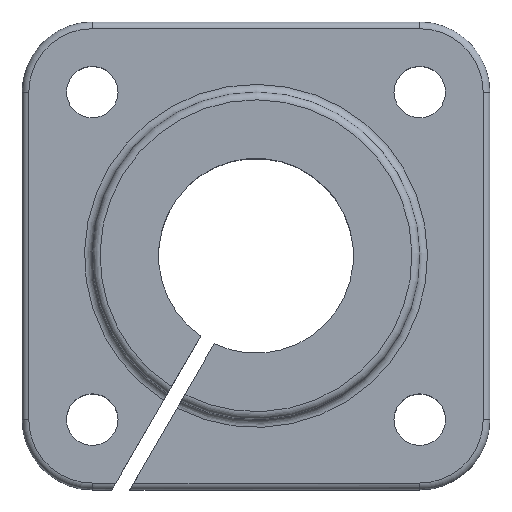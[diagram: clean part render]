
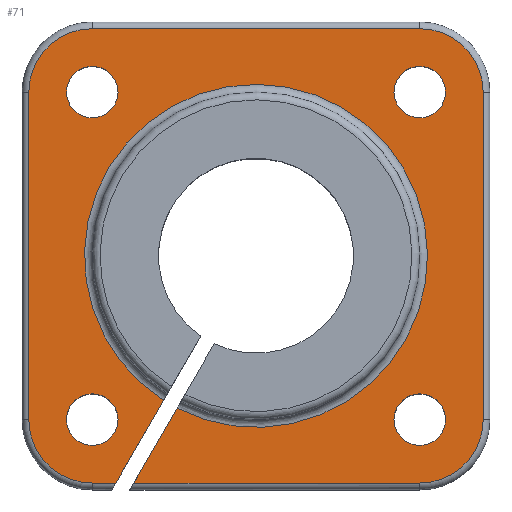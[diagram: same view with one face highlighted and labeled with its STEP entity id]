
A CAD part, top view. The second image highlights one B-rep face of the part: STEP entity #71.
In plain terms, the highlighted planar face has unit normal (0, 0, 1).
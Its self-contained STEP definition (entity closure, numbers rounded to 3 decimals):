
#71 = ADVANCED_FACE( '', ( #168, #169, #170, #171, #172 ), #173, .T. );
#168 = FACE_BOUND( '', #307, .T. );
#169 = FACE_BOUND( '', #308, .T. );
#170 = FACE_OUTER_BOUND( '', #309, .T. );
#171 = FACE_BOUND( '', #310, .T. );
#172 = FACE_BOUND( '', #311, .T. );
#173 = PLANE( '', #312 );
#307 = EDGE_LOOP( '', ( #462 ) );
#308 = EDGE_LOOP( '', ( #463 ) );
#309 = EDGE_LOOP( '', ( #464, #465, #466, #467, #468, #469, #470, #471, #472, #473, #474, #475 ) );
#310 = EDGE_LOOP( '', ( #476 ) );
#311 = EDGE_LOOP( '', ( #477 ) );
#312 = AXIS2_PLACEMENT_3D( '', #478, #479, #480 );
#462 = ORIENTED_EDGE( '', *, *, #760, .F. );
#463 = ORIENTED_EDGE( '', *, *, #761, .F. );
#464 = ORIENTED_EDGE( '', *, *, #762, .F. );
#465 = ORIENTED_EDGE( '', *, *, #763, .T. );
#466 = ORIENTED_EDGE( '', *, *, #751, .T. );
#467 = ORIENTED_EDGE( '', *, *, #764, .T. );
#468 = ORIENTED_EDGE( '', *, *, #765, .F. );
#469 = ORIENTED_EDGE( '', *, *, #766, .T. );
#470 = ORIENTED_EDGE( '', *, *, #767, .F. );
#471 = ORIENTED_EDGE( '', *, *, #768, .T. );
#472 = ORIENTED_EDGE( '', *, *, #769, .F. );
#473 = ORIENTED_EDGE( '', *, *, #770, .T. );
#474 = ORIENTED_EDGE( '', *, *, #771, .F. );
#475 = ORIENTED_EDGE( '', *, *, #772, .T. );
#476 = ORIENTED_EDGE( '', *, *, #773, .F. );
#477 = ORIENTED_EDGE( '', *, *, #774, .F. );
#478 = CARTESIAN_POINT( '', ( 0., 0., 16. ) );
#479 = DIRECTION( '', ( 0., 0., 1. ) );
#480 = DIRECTION( '', ( 1., 0., 0. ) );
#751 = EDGE_CURVE( '', #883, #880, #884, .T. );
#760 = EDGE_CURVE( '', #898, #898, #899, .T. );
#761 = EDGE_CURVE( '', #900, #900, #901, .T. );
#762 = EDGE_CURVE( '', #902, #903, #904, .T. );
#763 = EDGE_CURVE( '', #902, #883, #905, .T. );
#764 = EDGE_CURVE( '', #880, #906, #907, .T. );
#765 = EDGE_CURVE( '', #908, #906, #909, .T. );
#766 = EDGE_CURVE( '', #908, #910, #911, .T. );
#767 = EDGE_CURVE( '', #912, #910, #913, .T. );
#768 = EDGE_CURVE( '', #912, #914, #915, .T. );
#769 = EDGE_CURVE( '', #916, #914, #917, .F. );
#770 = EDGE_CURVE( '', #916, #918, #919, .T. );
#771 = EDGE_CURVE( '', #920, #918, #921, .F. );
#772 = EDGE_CURVE( '', #920, #903, #922, .T. );
#773 = EDGE_CURVE( '', #923, #923, #924, .T. );
#774 = EDGE_CURVE( '', #925, #925, #926, .T. );
#880 = VERTEX_POINT( '', #1060 );
#883 = VERTEX_POINT( '', #1070 );
#884 = CIRCLE( '', #1071, 22. );
#898 = VERTEX_POINT( '', #1096 );
#899 = CIRCLE( '', #1097, 3.3 );
#900 = VERTEX_POINT( '', #1098 );
#901 = CIRCLE( '', #1099, 3.3 );
#902 = VERTEX_POINT( '', #1100 );
#903 = VERTEX_POINT( '', #1101 );
#904 = LINE( '', #1102, #1103 );
#905 = LINE( '', #1104, #1105 );
#906 = VERTEX_POINT( '', #1106 );
#907 = LINE( '', #1107, #1108 );
#908 = VERTEX_POINT( '', #1109 );
#909 = LINE( '', #1110, #1111 );
#910 = VERTEX_POINT( '', #1112 );
#911 = CIRCLE( '', #1113, 8.141 );
#912 = VERTEX_POINT( '', #1114 );
#913 = LINE( '', #1115, #1116 );
#914 = VERTEX_POINT( '', #1117 );
#915 = CIRCLE( '', #1118, 8.141 );
#916 = VERTEX_POINT( '', #1119 );
#917 = LINE( '', #1120, #1121 );
#918 = VERTEX_POINT( '', #1122 );
#919 = CIRCLE( '', #1123, 8.141 );
#920 = VERTEX_POINT( '', #1124 );
#921 = LINE( '', #1125, #1126 );
#922 = CIRCLE( '', #1127, 8.141 );
#923 = VERTEX_POINT( '', #1128 );
#924 = CIRCLE( '', #1129, 3.3 );
#925 = VERTEX_POINT( '', #1130 );
#926 = CIRCLE( '', #1131, 3.3 );
#1060 = CARTESIAN_POINT( '', ( -10.123, 10.467, 16. ) );
#1070 = CARTESIAN_POINT( '', ( -11.855, 11.467, 16. ) );
#1071 = AXIS2_PLACEMENT_3D( '', #1297, #1298, #1299 );
#1096 = CARTESIAN_POINT( '', ( 24.3, 51., 16. ) );
#1097 = AXIS2_PLACEMENT_3D( '', #1311, #1312, #1313 );
#1098 = CARTESIAN_POINT( '', ( 24.3, 9., 16. ) );
#1099 = AXIS2_PLACEMENT_3D( '', #1314, #1315, #1316 );
#1100 = CARTESIAN_POINT( '', ( -17.979, 0.859, 16. ) );
#1101 = CARTESIAN_POINT( '', ( -21., 0.859, 16. ) );
#1102 = CARTESIAN_POINT( '', ( 60., 0.859, 16. ) );
#1103 = VECTOR( '', #1317, 1000. );
#1104 = CARTESIAN_POINT( '', ( -13.856, 8., 16. ) );
#1105 = VECTOR( '', #1318, 1000. );
#1106 = CARTESIAN_POINT( '', ( -15.67, 0.859, 16. ) );
#1107 = CARTESIAN_POINT( '', ( -12.124, 7., 16. ) );
#1108 = VECTOR( '', #1319, 1000. );
#1109 = CARTESIAN_POINT( '', ( 21., 0.859, 16. ) );
#1110 = CARTESIAN_POINT( '', ( 60., 0.859, 16. ) );
#1111 = VECTOR( '', #1320, 1000. );
#1112 = CARTESIAN_POINT( '', ( 29.141, 9., 16. ) );
#1113 = AXIS2_PLACEMENT_3D( '', #1321, #1322, #1323 );
#1114 = CARTESIAN_POINT( '', ( 29.141, 51., 16. ) );
#1115 = CARTESIAN_POINT( '', ( 29.141, 90., 16. ) );
#1116 = VECTOR( '', #1324, 1000. );
#1117 = CARTESIAN_POINT( '', ( 21., 59.141, 16. ) );
#1118 = AXIS2_PLACEMENT_3D( '', #1325, #1326, #1327 );
#1119 = CARTESIAN_POINT( '', ( -21., 59.141, 16. ) );
#1120 = CARTESIAN_POINT( '', ( 60., 59.141, 16. ) );
#1121 = VECTOR( '', #1328, 1000. );
#1122 = CARTESIAN_POINT( '', ( -29.141, 51., 16. ) );
#1123 = AXIS2_PLACEMENT_3D( '', #1329, #1330, #1331 );
#1124 = CARTESIAN_POINT( '', ( -29.141, 9., 16. ) );
#1125 = CARTESIAN_POINT( '', ( -29.141, 90., 16. ) );
#1126 = VECTOR( '', #1332, 1000. );
#1127 = AXIS2_PLACEMENT_3D( '', #1333, #1334, #1335 );
#1128 = CARTESIAN_POINT( '', ( -17.7, 9., 16. ) );
#1129 = AXIS2_PLACEMENT_3D( '', #1336, #1337, #1338 );
#1130 = CARTESIAN_POINT( '', ( -17.7, 51., 16. ) );
#1131 = AXIS2_PLACEMENT_3D( '', #1339, #1340, #1341 );
#1297 = CARTESIAN_POINT( '', ( 0., 30., 16. ) );
#1298 = DIRECTION( '', ( 0., 0., -1. ) );
#1299 = DIRECTION( '', ( -1., 0., 0. ) );
#1311 = CARTESIAN_POINT( '', ( 21., 51., 16. ) );
#1312 = DIRECTION( '', ( 0., 0., 1. ) );
#1313 = DIRECTION( '', ( 1., 0., 0. ) );
#1314 = CARTESIAN_POINT( '', ( 21., 9., 16. ) );
#1315 = DIRECTION( '', ( 0., 0., 1. ) );
#1316 = DIRECTION( '', ( 1., 0., 0. ) );
#1317 = DIRECTION( '', ( -1., 0., 0. ) );
#1318 = DIRECTION( '', ( 0.5, 0.866, 0. ) );
#1319 = DIRECTION( '', ( -0.5, -0.866, 0. ) );
#1320 = DIRECTION( '', ( -1., 0., 0. ) );
#1321 = CARTESIAN_POINT( '', ( 21., 9., 16. ) );
#1322 = DIRECTION( '', ( 0., 0., 1. ) );
#1323 = DIRECTION( '', ( 1., 0., 0. ) );
#1324 = DIRECTION( '', ( 0., -1., 0. ) );
#1325 = CARTESIAN_POINT( '', ( 21., 51., 16. ) );
#1326 = DIRECTION( '', ( 0., 0., 1. ) );
#1327 = DIRECTION( '', ( 1., 0., 0. ) );
#1328 = DIRECTION( '', ( -1., 0., 0. ) );
#1329 = CARTESIAN_POINT( '', ( -21., 51., 16. ) );
#1330 = DIRECTION( '', ( 0., 0., 1. ) );
#1331 = DIRECTION( '', ( 1., 0., 0. ) );
#1332 = DIRECTION( '', ( 0., -1., 0. ) );
#1333 = CARTESIAN_POINT( '', ( -21., 9., 16. ) );
#1334 = DIRECTION( '', ( 0., 0., 1. ) );
#1335 = DIRECTION( '', ( 1., 0., 0. ) );
#1336 = CARTESIAN_POINT( '', ( -21., 9., 16. ) );
#1337 = DIRECTION( '', ( 0., 0., 1. ) );
#1338 = DIRECTION( '', ( 1., 0., 0. ) );
#1339 = CARTESIAN_POINT( '', ( -21., 51., 16. ) );
#1340 = DIRECTION( '', ( 0., 0., 1. ) );
#1341 = DIRECTION( '', ( 1., 0., 0. ) );
